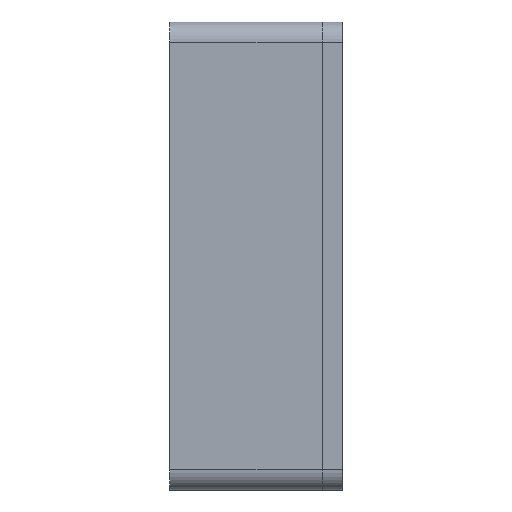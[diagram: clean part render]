
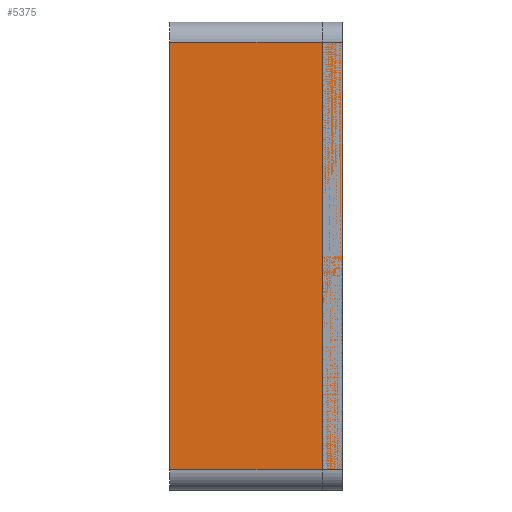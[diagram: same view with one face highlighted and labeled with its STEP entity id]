
A CAD part, left-side view. The second image highlights one B-rep face of the part: STEP entity #5375.
In plain terms, the highlighted planar face has unit normal (-1, 0, 0).
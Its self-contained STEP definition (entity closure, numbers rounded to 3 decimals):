
#428=FACE_OUTER_BOUND('',#747,.T.);
#747=EDGE_LOOP('',(#4642,#4643,#4644,#4645));
#1442=LINE('',#10137,#1980);
#1443=LINE('',#10139,#1981);
#1444=LINE('',#10141,#1982);
#1445=LINE('',#10142,#1983);
#1980=VECTOR('',#6422,10.);
#1981=VECTOR('',#6423,10.);
#1982=VECTOR('',#6424,10.);
#1983=VECTOR('',#6425,10.);
#2524=VERTEX_POINT('',#10135);
#2525=VERTEX_POINT('',#10136);
#2526=VERTEX_POINT('',#10138);
#2527=VERTEX_POINT('',#10140);
#3252=EDGE_CURVE('',#2524,#2525,#1442,.T.);
#3253=EDGE_CURVE('',#2525,#2526,#1443,.T.);
#3254=EDGE_CURVE('',#2527,#2526,#1444,.T.);
#3255=EDGE_CURVE('',#2524,#2527,#1445,.T.);
#4642=ORIENTED_EDGE('',*,*,#3252,.T.);
#4643=ORIENTED_EDGE('',*,*,#3253,.T.);
#4644=ORIENTED_EDGE('',*,*,#3254,.F.);
#4645=ORIENTED_EDGE('',*,*,#3255,.F.);
#5083=PLANE('',#5624);
#5375=ADVANCED_FACE('',(#428),#5083,.T.);
#5624=AXIS2_PLACEMENT_3D('',#10134,#6420,#6421);
#6420=DIRECTION('center_axis',(-1.,0.,0.));
#6421=DIRECTION('ref_axis',(0.,0.,1.));
#6422=DIRECTION('',(0.,0.,1.));
#6423=DIRECTION('',(0.,1.,0.));
#6424=DIRECTION('',(0.,0.,1.));
#6425=DIRECTION('',(0.,1.,0.));
#10134=CARTESIAN_POINT('Origin',(-41.5,0.,-10.5));
#10135=CARTESIAN_POINT('',(-41.5,0.,-10.5));
#10136=CARTESIAN_POINT('',(-41.5,0.,10.5));
#10137=CARTESIAN_POINT('',(-41.5,0.,-10.5));
#10138=CARTESIAN_POINT('',(-41.5,8.5,10.5));
#10139=CARTESIAN_POINT('',(-41.5,0.,10.5));
#10140=CARTESIAN_POINT('',(-41.5,8.5,-10.5));
#10141=CARTESIAN_POINT('',(-41.5,8.5,-10.5));
#10142=CARTESIAN_POINT('',(-41.5,0.,-10.5));
